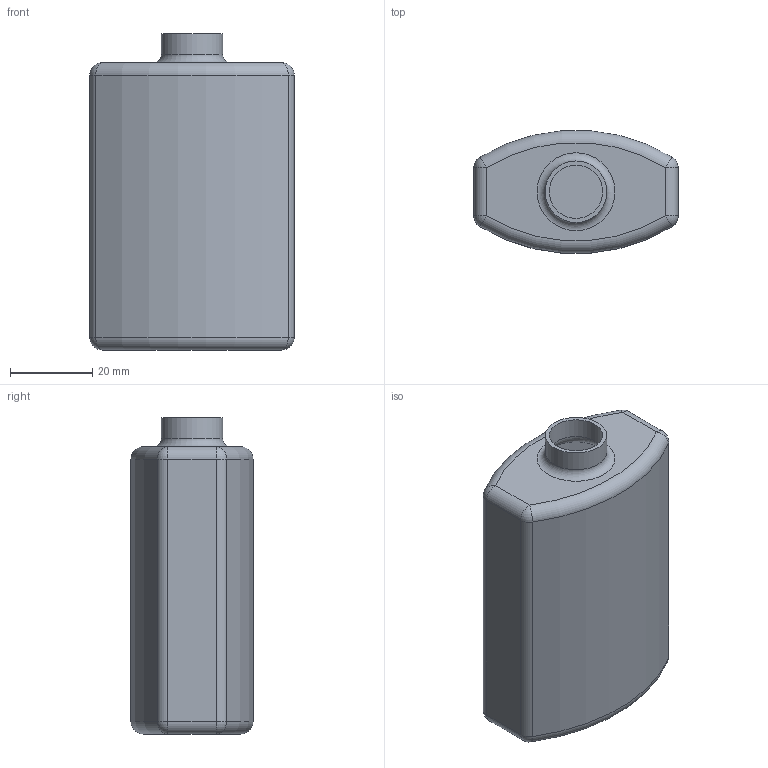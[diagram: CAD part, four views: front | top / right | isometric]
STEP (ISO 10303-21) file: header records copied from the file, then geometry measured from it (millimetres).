
FILE_DESCRIPTION(('Open CASCADE Model'),'2;1');
FILE_NAME('Open CASCADE Shape Model','2022-09-22T17:00:05',('Author'),( 'Open CASCADE'),'Open CASCADE STEP processor 7.5','Open CASCADE 7.5' ,'Unknown');
FILE_SCHEMA(('AUTOMOTIVE_DESIGN { 1 0 10303 214 1 1 1 1 }'));
Length unit declared in the file: millimetre
Products named in the file (2): Top; Open CASCADE STEP translator 7.5 2.1
Assembly tree (1 placements, depth 2):
  Top
    Open CASCADE STEP translator 7.5 2.1
Bounding box: 49.75 x 29.72 x 77 mm (x, y, z)
Volume: 11264 mm3; surface area: 22574.1 mm2
Topology: 1 solids, 1 shells, 57 faces, 122 edges, 54 vertices
Faces by surface type: cylinder 22, sphere 16, torus 10, plane 9
Full cylindrical faces by diameter (mm): 13 x1, 15 x1
Entity records: 2782 total; most frequent: CARTESIAN_POINT 501, DIRECTION 468, ORIENTED_EDGE 212, PCURVE 212, DEFINITIONAL_REPRESENTATION 212, LINE 200, VECTOR 200, AXIS2_PLACEMENT_3D 131
